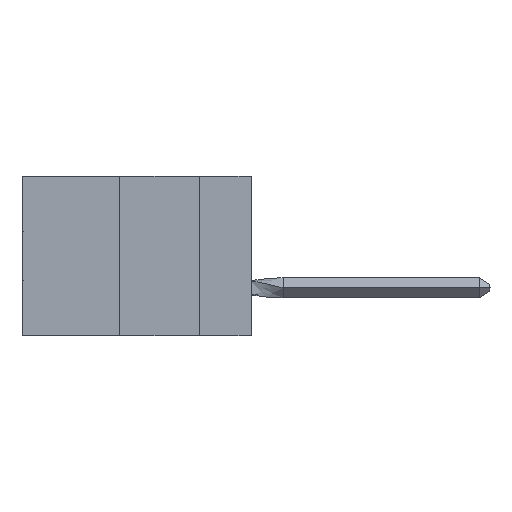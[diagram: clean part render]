
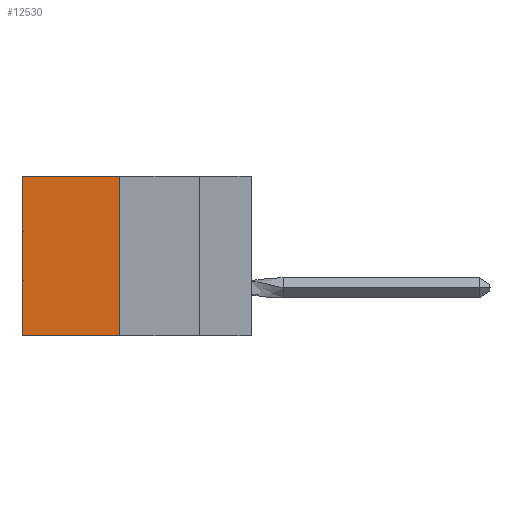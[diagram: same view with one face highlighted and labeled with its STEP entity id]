
A CAD part, left-side view. The second image highlights one B-rep face of the part: STEP entity #12530.
In plain terms, the highlighted planar face has unit normal (-1, 0, 0).
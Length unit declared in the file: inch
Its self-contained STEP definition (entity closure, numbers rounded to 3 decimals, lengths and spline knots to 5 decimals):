
#25 = DIRECTION ( 'NONE',  ( 0., 1., 0. ) ) ;
#1587 = LINE ( 'NONE', #17189, #25709 ) ;
#2744 = CARTESIAN_POINT ( 'NONE',  ( 0.305, 0.413, -0.5 ) ) ;
#3079 = EDGE_CURVE ( 'NONE', #18095, #6212, #1587, .T. ) ;
#4018 = ORIENTED_EDGE ( 'NONE', *, *, #3079, .F. ) ;
#4570 = CARTESIAN_POINT ( 'NONE',  ( 0.305, 0.72, -0.5 ) ) ;
#6051 = CARTESIAN_POINT ( 'NONE',  ( 0.305, 0.413, 0. ) ) ;
#6212 = VERTEX_POINT ( 'NONE', #19622 ) ;
#8314 = DIRECTION ( 'NONE',  ( 0., 0., -1. ) ) ;
#9102 = CARTESIAN_POINT ( 'NONE',  ( 0.305, 0.413, -0.5 ) ) ;
#9165 = DIRECTION ( 'NONE',  ( 0., 0., -1. ) ) ;
#9288 = CARTESIAN_POINT ( 'NONE',  ( 0.305, 0.72, 0. ) ) ;
#9658 = DIRECTION ( 'NONE',  ( 1., 0., 0. ) ) ;
#10917 = VECTOR ( 'NONE', #8314, 39.37008 ) ;
#11201 = AXIS2_PLACEMENT_3D ( 'NONE', #9102, #9658, #25629 ) ;
#11640 = FACE_OUTER_BOUND ( 'NONE', #14475, .T. ) ;
#12530 = ADVANCED_FACE ( 'NONE', ( #11640 ), #28445, .F. ) ;
#13968 = VECTOR ( 'NONE', #25, 39.37008 ) ;
#14475 = EDGE_LOOP ( 'NONE', ( #30006, #4018, #23322, #40712 ) ) ;
#15208 = VECTOR ( 'NONE', #9165, 39.37008 ) ;
#17189 = CARTESIAN_POINT ( 'NONE',  ( 0.305, 0.413, -0.5 ) ) ;
#17707 = CARTESIAN_POINT ( 'NONE',  ( 0.305, 0.413, -0.5 ) ) ;
#18095 = VERTEX_POINT ( 'NONE', #17707 ) ;
#19622 = CARTESIAN_POINT ( 'NONE',  ( 0.305, 0.72, -0.5 ) ) ;
#21081 = CARTESIAN_POINT ( 'NONE',  ( 0.305, 0.413, 0. ) ) ;
#23322 = ORIENTED_EDGE ( 'NONE', *, *, #39643, .F. ) ;
#25040 = LINE ( 'NONE', #6051, #13968 ) ;
#25629 = DIRECTION ( 'NONE',  ( 0., 0., -1. ) ) ;
#25709 = VECTOR ( 'NONE', #36269, 39.37008 ) ;
#26226 = EDGE_CURVE ( 'NONE', #27836, #6212, #41664, .T. ) ;
#27836 = VERTEX_POINT ( 'NONE', #9288 ) ;
#28445 = PLANE ( 'NONE',  #11201 ) ;
#30006 = ORIENTED_EDGE ( 'NONE', *, *, #26226, .T. ) ;
#30889 = LINE ( 'NONE', #2744, #15208 ) ;
#33344 = EDGE_CURVE ( 'NONE', #36131, #27836, #25040, .T. ) ;
#36131 = VERTEX_POINT ( 'NONE', #21081 ) ;
#36269 = DIRECTION ( 'NONE',  ( 0., 1., 0. ) ) ;
#39643 = EDGE_CURVE ( 'NONE', #36131, #18095, #30889, .T. ) ;
#40712 = ORIENTED_EDGE ( 'NONE', *, *, #33344, .T. ) ;
#41664 = LINE ( 'NONE', #4570, #10917 ) ;
